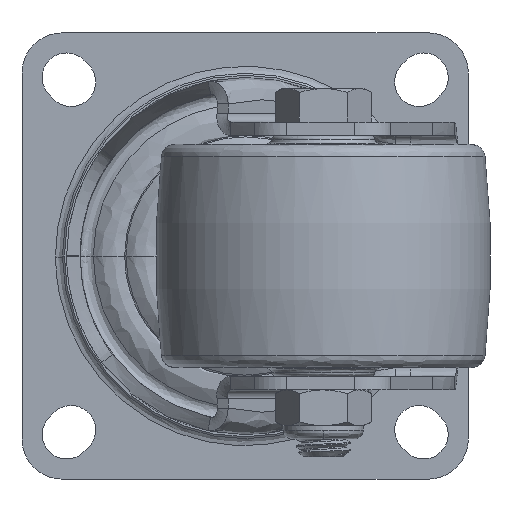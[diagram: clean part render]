
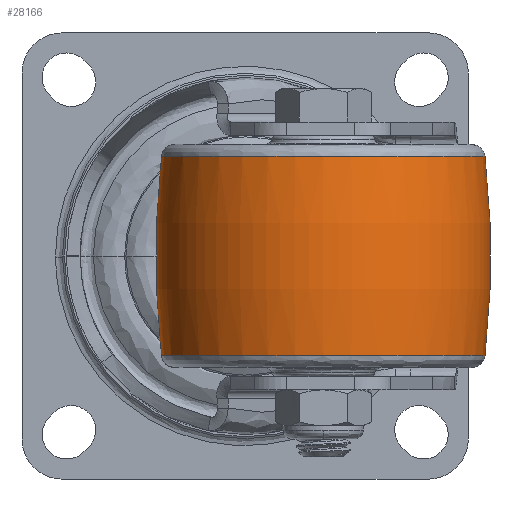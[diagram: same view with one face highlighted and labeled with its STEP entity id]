
A CAD part, front view. The second image highlights one B-rep face of the part: STEP entity #28166.
In plain terms, the highlighted toroidal (fillet/blend) face has major radius 162.5 mm and minor radius 200 mm.
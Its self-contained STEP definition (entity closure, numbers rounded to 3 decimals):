
#550 = CARTESIAN_POINT ( 'NONE',  ( 17.5, -55.8, 22.335 ) ) ;
#777 = CIRCLE ( 'NONE', #10927, 36.249 ) ;
#1317 = VERTEX_POINT ( 'NONE', #30601 ) ;
#2645 = EDGE_CURVE ( 'NONE', #1317, #11828, #16039, .T. ) ;
#2824 = DIRECTION ( 'NONE',  ( 0., 0., 1. ) ) ;
#4375 = CIRCLE ( 'NONE', #31065, 36.249 ) ;
#5534 = CIRCLE ( 'NONE', #32863, 200. ) ;
#6386 = CARTESIAN_POINT ( 'NONE',  ( -145., -55.8, 0. ) ) ;
#6587 = DIRECTION ( 'NONE',  ( 0., -1., 0. ) ) ;
#9300 = AXIS2_PLACEMENT_3D ( 'NONE', #12344, #2824, #27091 ) ;
#9988 = CARTESIAN_POINT ( 'NONE',  ( -18.749, -55.8, 22.335 ) ) ;
#10776 = FACE_OUTER_BOUND ( 'NONE', #33053, .T. ) ;
#10927 = AXIS2_PLACEMENT_3D ( 'NONE', #27001, #11891, #26796 ) ;
#11287 = CARTESIAN_POINT ( 'NONE',  ( 180., -55.8, 0. ) ) ;
#11828 = VERTEX_POINT ( 'NONE', #20530 ) ;
#11891 = DIRECTION ( 'NONE',  ( 0., 0., 1. ) ) ;
#12344 = CARTESIAN_POINT ( 'NONE',  ( 17.5, -55.8, 0. ) ) ;
#12869 = DIRECTION ( 'NONE',  ( 0., 0., -1. ) ) ;
#13267 = VERTEX_POINT ( 'NONE', #9988 ) ;
#15068 = TOROIDAL_SURFACE ( 'NONE', #9300, -162.5, 200. ) ;
#16039 = CIRCLE ( 'NONE', #22349, 200. ) ;
#17749 = CARTESIAN_POINT ( 'NONE',  ( -18.749, -55.8, -22.335 ) ) ;
#18139 = ORIENTED_EDGE ( 'NONE', *, *, #24444, .T. ) ;
#20530 = CARTESIAN_POINT ( 'NONE',  ( 53.749, -55.8, 22.335 ) ) ;
#21285 = ORIENTED_EDGE ( 'NONE', *, *, #34827, .T. ) ;
#22349 = AXIS2_PLACEMENT_3D ( 'NONE', #6386, #6587, #24894 ) ;
#23694 = VERTEX_POINT ( 'NONE', #17749 ) ;
#23827 = DIRECTION ( 'NONE',  ( 0., 0., 1. ) ) ;
#24444 = EDGE_CURVE ( 'NONE', #23694, #1317, #777, .T. ) ;
#24894 = DIRECTION ( 'NONE',  ( 0., 0., -1. ) ) ;
#26796 = DIRECTION ( 'NONE',  ( 0.998, -0.063, 0. ) ) ;
#27001 = CARTESIAN_POINT ( 'NONE',  ( 17.5, -55.8, -22.335 ) ) ;
#27091 = DIRECTION ( 'NONE',  ( 1., 0., 0. ) ) ;
#28166 = ADVANCED_FACE ( 'NONE', ( #10776 ), #15068, .T. ) ;
#28488 = ORIENTED_EDGE ( 'NONE', *, *, #2645, .T. ) ;
#29587 = EDGE_CURVE ( 'NONE', #23694, #13267, #5534, .T. ) ;
#30601 = CARTESIAN_POINT ( 'NONE',  ( 53.749, -55.8, -22.335 ) ) ;
#31065 = AXIS2_PLACEMENT_3D ( 'NONE', #550, #12869, #37146 ) ;
#32863 = AXIS2_PLACEMENT_3D ( 'NONE', #11287, #38378, #23827 ) ;
#33053 = EDGE_LOOP ( 'NONE', ( #38393, #18139, #28488, #21285 ) ) ;
#34827 = EDGE_CURVE ( 'NONE', #11828, #13267, #4375, .T. ) ;
#37146 = DIRECTION ( 'NONE',  ( 0.998, -0.063, 0. ) ) ;
#38378 = DIRECTION ( 'NONE',  ( 0., 1., 0. ) ) ;
#38393 = ORIENTED_EDGE ( 'NONE', *, *, #29587, .F. ) ;
